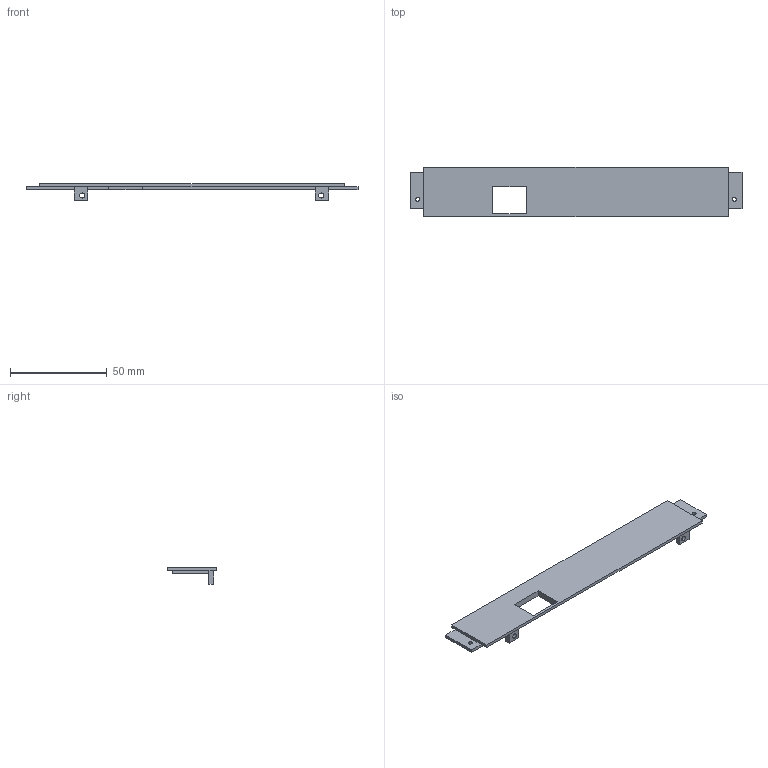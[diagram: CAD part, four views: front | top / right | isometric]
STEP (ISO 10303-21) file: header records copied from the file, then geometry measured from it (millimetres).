
FILE_DESCRIPTION (( 'STEP AP214' ), '1' );
FILE_NAME ('EtherWizMini_Backplate.STEP', '2025-07-21T20:52:17', ( '' ), ( '' ), 'SwSTEP 2.0', 'SolidWorks 2025', '' );
FILE_SCHEMA (( 'AUTOMOTIVE_DESIGN' ));
Length unit declared in the file: millimetre
Products named in the file (1): EtherWizMini_Backplate
Bounding box: 172 x 25.6 x 8.6 mm (x, y, z)
Volume: 11191.6 mm3; surface area: 9831.1 mm2
Topology: 3 solids, 3 shells, 43 faces, 106 edges, 68 vertices
Faces by surface type: plane 31, cylinder 8, cone 4
Entity records: 1317 total; most frequent: CARTESIAN_POINT 218, DIRECTION 214, ORIENTED_EDGE 212, EDGE_CURVE 106, VECTOR 86, LINE 86, VERTEX_POINT 68, AXIS2_PLACEMENT_3D 64
